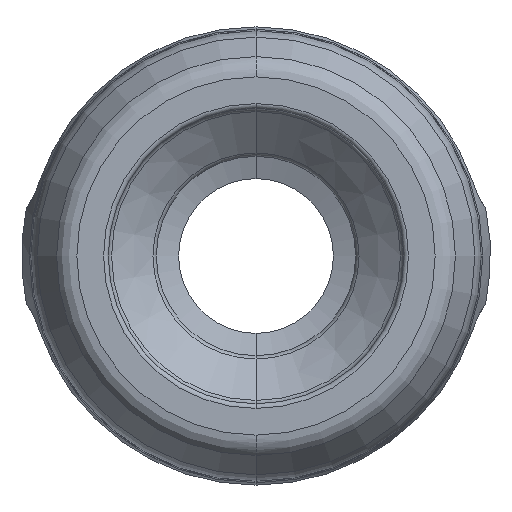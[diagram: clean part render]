
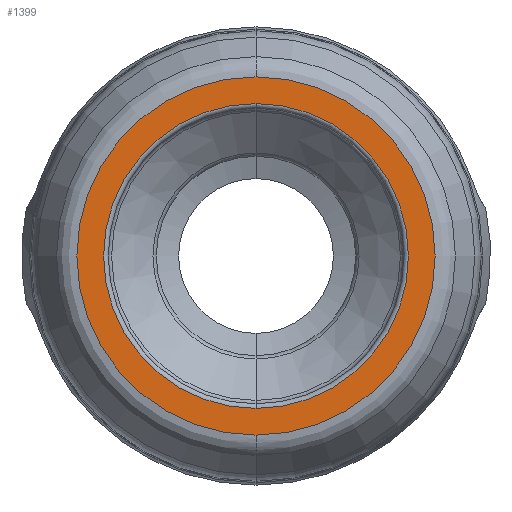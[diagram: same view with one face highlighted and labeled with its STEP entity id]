
A CAD part, front view. The second image highlights one B-rep face of the part: STEP entity #1399.
In plain terms, the highlighted planar face has unit normal (0, -1, 0).
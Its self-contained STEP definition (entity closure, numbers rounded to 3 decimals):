
#166 = DIRECTION ( 'NONE',  ( 0., 0., 1. ) ) ;
#205 = AXIS2_PLACEMENT_3D ( 'NONE', #366, #1163, #1915 ) ;
#211 = VERTEX_POINT ( 'NONE', #2177 ) ;
#232 = CARTESIAN_POINT ( 'NONE',  ( 0., -12.2, 0. ) ) ;
#342 = FACE_BOUND ( 'NONE', #1780, .T. ) ;
#366 = CARTESIAN_POINT ( 'NONE',  ( 0., -12.2, 0. ) ) ;
#402 = DIRECTION ( 'NONE',  ( 0., 1., 0. ) ) ;
#410 = AXIS2_PLACEMENT_3D ( 'NONE', #2095, #1109, #166 ) ;
#430 = CARTESIAN_POINT ( 'NONE',  ( 0., -12.2, -3.819 ) ) ;
#456 = DIRECTION ( 'NONE',  ( 0., 0., 1. ) ) ;
#486 = EDGE_LOOP ( 'NONE', ( #2204, #1265 ) ) ;
#502 = CIRCLE ( 'NONE', #1333, 3.25 ) ;
#585 = CIRCLE ( 'NONE', #410, 3.25 ) ;
#834 = AXIS2_PLACEMENT_3D ( 'NONE', #1988, #1429, #456 ) ;
#920 = EDGE_CURVE ( 'NONE', #211, #2312, #585, .T. ) ;
#967 = CARTESIAN_POINT ( 'NONE',  ( 0., -12.2, 0. ) ) ;
#981 = EDGE_CURVE ( 'NONE', #1831, #1632, #2275, .T. ) ;
#1109 = DIRECTION ( 'NONE',  ( 0., 1., 0. ) ) ;
#1163 = DIRECTION ( 'NONE',  ( 0., 1., 0. ) ) ;
#1265 = ORIENTED_EDGE ( 'NONE', *, *, #981, .F. ) ;
#1333 = AXIS2_PLACEMENT_3D ( 'NONE', #967, #2304, #1346 ) ;
#1344 = CIRCLE ( 'NONE', #1587, 3.819 ) ;
#1346 = DIRECTION ( 'NONE',  ( 0., 0., 1. ) ) ;
#1357 = DIRECTION ( 'NONE',  ( 0., 0., 1. ) ) ;
#1370 = FACE_OUTER_BOUND ( 'NONE', #486, .T. ) ;
#1399 = ADVANCED_FACE ( 'NONE', ( #1370, #342 ), #1592, .F. ) ;
#1429 = DIRECTION ( 'NONE',  ( 0., 1., 0. ) ) ;
#1487 = ORIENTED_EDGE ( 'NONE', *, *, #2214, .T. ) ;
#1587 = AXIS2_PLACEMENT_3D ( 'NONE', #232, #402, #1357 ) ;
#1592 = PLANE ( 'NONE',  #834 ) ;
#1632 = VERTEX_POINT ( 'NONE', #1875 ) ;
#1780 = EDGE_LOOP ( 'NONE', ( #2414, #1487 ) ) ;
#1831 = VERTEX_POINT ( 'NONE', #430 ) ;
#1875 = CARTESIAN_POINT ( 'NONE',  ( 0., -12.2, 3.819 ) ) ;
#1915 = DIRECTION ( 'NONE',  ( 0., 0., 1. ) ) ;
#1988 = CARTESIAN_POINT ( 'NONE',  ( 3.819, -12.2, 0. ) ) ;
#2095 = CARTESIAN_POINT ( 'NONE',  ( 0., -12.2, 0. ) ) ;
#2177 = CARTESIAN_POINT ( 'NONE',  ( 0., -12.2, 3.25 ) ) ;
#2204 = ORIENTED_EDGE ( 'NONE', *, *, #2292, .F. ) ;
#2214 = EDGE_CURVE ( 'NONE', #2312, #211, #502, .T. ) ;
#2275 = CIRCLE ( 'NONE', #205, 3.819 ) ;
#2292 = EDGE_CURVE ( 'NONE', #1632, #1831, #1344, .T. ) ;
#2304 = DIRECTION ( 'NONE',  ( 0., 1., 0. ) ) ;
#2312 = VERTEX_POINT ( 'NONE', #2345 ) ;
#2345 = CARTESIAN_POINT ( 'NONE',  ( 0., -12.2, -3.25 ) ) ;
#2414 = ORIENTED_EDGE ( 'NONE', *, *, #920, .T. ) ;
